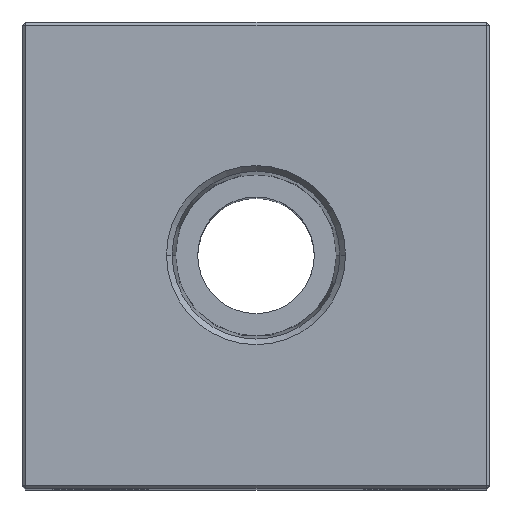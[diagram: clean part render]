
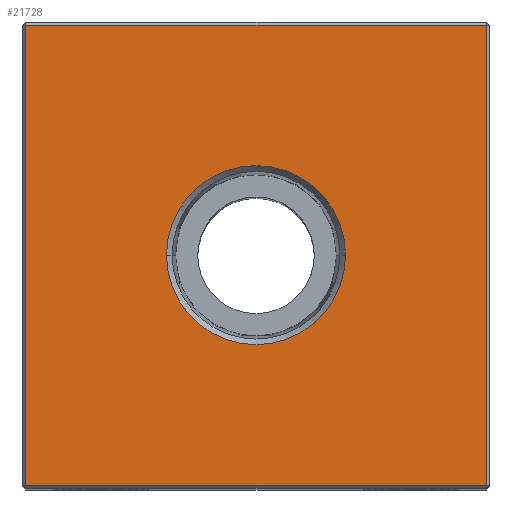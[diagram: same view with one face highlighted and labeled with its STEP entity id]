
A CAD part, top view. The second image highlights one B-rep face of the part: STEP entity #21728.
In plain terms, the highlighted planar face has unit normal (0, 0, 1).
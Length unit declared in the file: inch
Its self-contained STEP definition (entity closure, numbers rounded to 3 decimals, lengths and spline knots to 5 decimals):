
#806 = ORIENTED_EDGE ( 'NONE', *, *, #15488, .T. ) ;
#1344 = ORIENTED_EDGE ( 'NONE', *, *, #4984, .F. ) ;
#2551 = VECTOR ( 'NONE', #24592, 39.37008 ) ;
#3014 = LINE ( 'NONE', #8275, #9332 ) ;
#4172 = EDGE_CURVE ( 'NONE', #24060, #12567, #25793, .T. ) ;
#4782 = EDGE_CURVE ( 'NONE', #10177, #24060, #20875, .T. ) ;
#4984 = EDGE_CURVE ( 'NONE', #11642, #9149, #27552, .T. ) ;
#5169 = DIRECTION ( 'NONE',  ( 0., 0., 1. ) ) ;
#6758 = LINE ( 'NONE', #26514, #12002 ) ;
#7387 = FACE_BOUND ( 'NONE', #24551, .T. ) ;
#7768 = CARTESIAN_POINT ( 'NONE',  ( 0., 0., 3.25 ) ) ;
#8275 = CARTESIAN_POINT ( 'NONE',  ( -0.74, 0., 3.25 ) ) ;
#8743 = CARTESIAN_POINT ( 'NONE',  ( 0.74, 0.74, 3.25 ) ) ;
#9149 = VERTEX_POINT ( 'NONE', #18844 ) ;
#9332 = VECTOR ( 'NONE', #29164, 39.37008 ) ;
#10163 = DIRECTION ( 'NONE',  ( -1., 0., 0. ) ) ;
#10177 = VERTEX_POINT ( 'NONE', #27626 ) ;
#10899 = ORIENTED_EDGE ( 'NONE', *, *, #24775, .F. ) ;
#11410 = DIRECTION ( 'NONE',  ( 0., 0., 1. ) ) ;
#11642 = VERTEX_POINT ( 'NONE', #18249 ) ;
#12002 = VECTOR ( 'NONE', #24176, 39.37008 ) ;
#12213 = FACE_OUTER_BOUND ( 'NONE', #14713, .T. ) ;
#12463 = PLANE ( 'NONE',  #27258 ) ;
#12567 = VERTEX_POINT ( 'NONE', #23682 ) ;
#13285 = CIRCLE ( 'NONE', #28574, 0.288 ) ;
#14083 = DIRECTION ( 'NONE',  ( -1., 0., 0. ) ) ;
#14182 = ORIENTED_EDGE ( 'NONE', *, *, #20812, .T. ) ;
#14713 = EDGE_LOOP ( 'NONE', ( #14182, #806, #27925, #25627 ) ) ;
#15043 = CARTESIAN_POINT ( 'NONE',  ( 0., 0.74, 3.25 ) ) ;
#15488 = EDGE_CURVE ( 'NONE', #17407, #10177, #6758, .T. ) ;
#16011 = DIRECTION ( 'NONE',  ( 1., 0., 0. ) ) ;
#16878 = CARTESIAN_POINT ( 'NONE',  ( 0., 0., 3.25 ) ) ;
#17407 = VERTEX_POINT ( 'NONE', #25313 ) ;
#18249 = CARTESIAN_POINT ( 'NONE',  ( -0.288, 0., 3.25 ) ) ;
#18844 = CARTESIAN_POINT ( 'NONE',  ( 0.288, 0., 3.25 ) ) ;
#19445 = VECTOR ( 'NONE', #14083, 39.37008 ) ;
#19496 = CARTESIAN_POINT ( 'NONE',  ( 0., 0., 3.25 ) ) ;
#20812 = EDGE_CURVE ( 'NONE', #12567, #17407, #3014, .T. ) ;
#20875 = LINE ( 'NONE', #26934, #2551 ) ;
#21728 = ADVANCED_FACE ( 'NONE', ( #12213, #7387 ), #12463, .F. ) ;
#21893 = DIRECTION ( 'NONE',  ( 1., 0., 0. ) ) ;
#23682 = CARTESIAN_POINT ( 'NONE',  ( -0.74, 0.74, 3.25 ) ) ;
#24060 = VERTEX_POINT ( 'NONE', #8743 ) ;
#24176 = DIRECTION ( 'NONE',  ( 1., 0., 0. ) ) ;
#24510 = DIRECTION ( 'NONE',  ( 0., 0., -1. ) ) ;
#24551 = EDGE_LOOP ( 'NONE', ( #10899, #1344 ) ) ;
#24592 = DIRECTION ( 'NONE',  ( 0., 1., 0. ) ) ;
#24775 = EDGE_CURVE ( 'NONE', #9149, #11642, #13285, .T. ) ;
#25313 = CARTESIAN_POINT ( 'NONE',  ( -0.74, -0.74, 3.25 ) ) ;
#25627 = ORIENTED_EDGE ( 'NONE', *, *, #4172, .T. ) ;
#25793 = LINE ( 'NONE', #15043, #19445 ) ;
#26476 = AXIS2_PLACEMENT_3D ( 'NONE', #16878, #11410, #16011 ) ;
#26514 = CARTESIAN_POINT ( 'NONE',  ( 0., -0.74, 3.25 ) ) ;
#26934 = CARTESIAN_POINT ( 'NONE',  ( 0.74, 0., 3.25 ) ) ;
#27258 = AXIS2_PLACEMENT_3D ( 'NONE', #7768, #24510, #10163 ) ;
#27552 = CIRCLE ( 'NONE', #26476, 0.288 ) ;
#27626 = CARTESIAN_POINT ( 'NONE',  ( 0.74, -0.74, 3.25 ) ) ;
#27925 = ORIENTED_EDGE ( 'NONE', *, *, #4782, .T. ) ;
#28574 = AXIS2_PLACEMENT_3D ( 'NONE', #19496, #5169, #21893 ) ;
#29164 = DIRECTION ( 'NONE',  ( 0., -1., 0. ) ) ;
